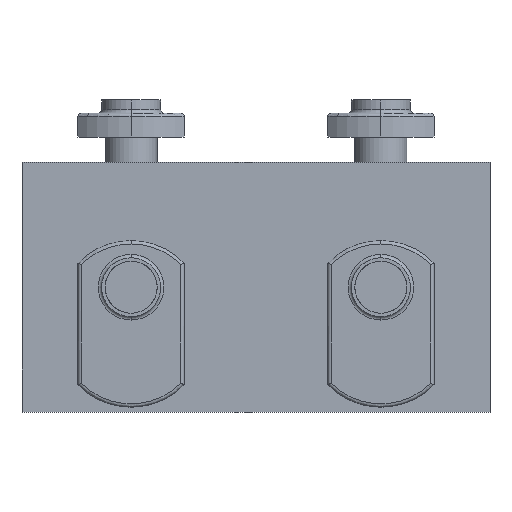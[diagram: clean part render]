
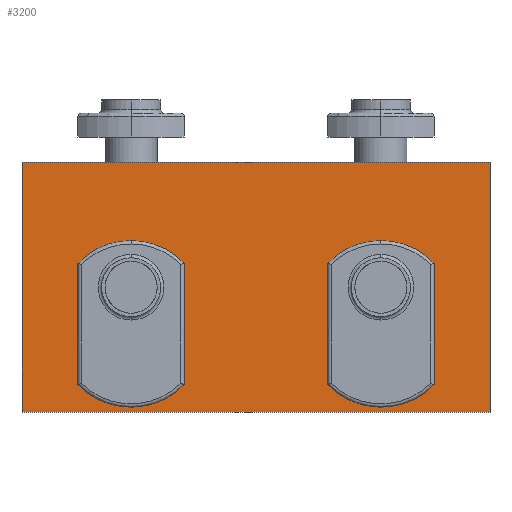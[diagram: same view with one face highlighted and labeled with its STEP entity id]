
A CAD part, front view. The second image highlights one B-rep face of the part: STEP entity #3200.
In plain terms, the highlighted planar face has unit normal (0, -1, 0).
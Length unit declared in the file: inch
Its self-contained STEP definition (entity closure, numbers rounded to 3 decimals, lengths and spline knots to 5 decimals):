
#38 = VERTEX_POINT ( 'NONE', #614 ) ;
#48 = EDGE_CURVE ( 'NONE', #96, #38, #664, .T. ) ;
#52 = EDGE_CURVE ( 'NONE', #1811, #191, #702, .T. ) ;
#96 = VERTEX_POINT ( 'NONE', #1534 ) ;
#132 = EDGE_CURVE ( 'NONE', #38, #96, #1946, .T. ) ;
#191 = VERTEX_POINT ( 'NONE', #2291 ) ;
#214 = ORIENTED_EDGE ( 'NONE', *, *, #132, .F. ) ;
#248 = EDGE_CURVE ( 'NONE', #2567, #1598, #1188, .T. ) ;
#410 = ORIENTED_EDGE ( 'NONE', *, *, #1812, .T. ) ;
#614 = CARTESIAN_POINT ( 'NONE',  ( -2.155, 0., -0.914 ) ) ;
#664 = CIRCLE ( 'NONE', #665, 0.164 ) ;
#665 = AXIS2_PLACEMENT_3D ( 'NONE', #666, #667, #668 ) ;
#666 = CARTESIAN_POINT ( 'NONE',  ( -2.155, 0., -0.75 ) ) ;
#667 = DIRECTION ( 'NONE',  ( 0., -1., 0. ) ) ;
#668 = DIRECTION ( 'NONE',  ( 0., 0., -1. ) ) ;
#702 = CIRCLE ( 'NONE', #703, 0.164 ) ;
#703 = AXIS2_PLACEMENT_3D ( 'NONE', #704, #705, #706 ) ;
#704 = CARTESIAN_POINT ( 'NONE',  ( -0.655, 0., -0.75 ) ) ;
#705 = DIRECTION ( 'NONE',  ( 0., -1., 0. ) ) ;
#706 = DIRECTION ( 'NONE',  ( 0., 0., -1. ) ) ;
#905 = ORIENTED_EDGE ( 'NONE', *, *, #48, .F. ) ;
#984 = CARTESIAN_POINT ( 'NONE',  ( -2.81, 0., -1.5 ) ) ;
#1188 = LINE ( 'NONE', #1189, #1190 ) ;
#1189 = CARTESIAN_POINT ( 'NONE',  ( -2.81, 0., 0. ) ) ;
#1190 = VECTOR ( 'NONE', #1191, 39.37008 ) ;
#1191 = DIRECTION ( 'NONE',  ( 0., 0., -1. ) ) ;
#1228 = CARTESIAN_POINT ( 'NONE',  ( -0.655, 0., -0.914 ) ) ;
#1235 = LINE ( 'NONE', #1236, #1237 ) ;
#1236 = CARTESIAN_POINT ( 'NONE',  ( -2.81, 0., -1.5 ) ) ;
#1237 = VECTOR ( 'NONE', #1238, 39.37008 ) ;
#1238 = DIRECTION ( 'NONE',  ( 1., 0., 0. ) ) ;
#1256 = CARTESIAN_POINT ( 'NONE',  ( 0., 0., 0. ) ) ;
#1352 = FACE_BOUND ( 'NONE', #1454, .T. ) ;
#1353 = FACE_BOUND ( 'NONE', #3408, .T. ) ;
#1354 = FACE_OUTER_BOUND ( 'NONE', #3253, .T. ) ;
#1355 = PLANE ( 'NONE',  #1356 ) ;
#1356 = AXIS2_PLACEMENT_3D ( 'NONE', #1357, #1358, #1359 ) ;
#1357 = CARTESIAN_POINT ( 'NONE',  ( -2.81, 0., 0. ) ) ;
#1358 = DIRECTION ( 'NONE',  ( 0., -1., 0. ) ) ;
#1359 = DIRECTION ( 'NONE',  ( 0., 0., -1. ) ) ;
#1454 = EDGE_LOOP ( 'NONE', ( #214, #905 ) ) ;
#1478 = CIRCLE ( 'NONE', #1479, 0.164 ) ;
#1479 = AXIS2_PLACEMENT_3D ( 'NONE', #1480, #1481, #1482 ) ;
#1480 = CARTESIAN_POINT ( 'NONE',  ( -0.655, 0., -0.75 ) ) ;
#1481 = DIRECTION ( 'NONE',  ( 0., -1., 0. ) ) ;
#1482 = DIRECTION ( 'NONE',  ( 0., 0., -1. ) ) ;
#1494 = LINE ( 'NONE', #1495, #1496 ) ;
#1495 = CARTESIAN_POINT ( 'NONE',  ( 0., 0., 0. ) ) ;
#1496 = VECTOR ( 'NONE', #1497, 39.37008 ) ;
#1497 = DIRECTION ( 'NONE',  ( 0., 0., -1. ) ) ;
#1534 = CARTESIAN_POINT ( 'NONE',  ( -2.155, 0., -0.586 ) ) ;
#1598 = VERTEX_POINT ( 'NONE', #984 ) ;
#1684 = ORIENTED_EDGE ( 'NONE', *, *, #52, .F. ) ;
#1811 = VERTEX_POINT ( 'NONE', #1228 ) ;
#1812 = EDGE_CURVE ( 'NONE', #1598, #2673, #1235, .T. ) ;
#1878 = CARTESIAN_POINT ( 'NONE',  ( -2.81, 0., 0. ) ) ;
#1920 = CARTESIAN_POINT ( 'NONE',  ( 0., 0., -1.5 ) ) ;
#1946 = CIRCLE ( 'NONE', #1947, 0.164 ) ;
#1947 = AXIS2_PLACEMENT_3D ( 'NONE', #1948, #1949, #1950 ) ;
#1948 = CARTESIAN_POINT ( 'NONE',  ( -2.155, 0., -0.75 ) ) ;
#1949 = DIRECTION ( 'NONE',  ( 0., -1., 0. ) ) ;
#1950 = DIRECTION ( 'NONE',  ( 0., 0., -1. ) ) ;
#1974 = LINE ( 'NONE', #1975, #1976 ) ;
#1975 = CARTESIAN_POINT ( 'NONE',  ( -2.81, 0., 0. ) ) ;
#1976 = VECTOR ( 'NONE', #1977, 39.37008 ) ;
#1977 = DIRECTION ( 'NONE',  ( 1., 0., 0. ) ) ;
#2031 = EDGE_CURVE ( 'NONE', #191, #1811, #1478, .T. ) ;
#2291 = CARTESIAN_POINT ( 'NONE',  ( -0.655, 0., -0.586 ) ) ;
#2567 = VERTEX_POINT ( 'NONE', #1878 ) ;
#2673 = VERTEX_POINT ( 'NONE', #1920 ) ;
#2778 = EDGE_CURVE ( 'NONE', #2567, #3187, #1974, .T. ) ;
#3072 = ORIENTED_EDGE ( 'NONE', *, *, #2778, .F. ) ;
#3187 = VERTEX_POINT ( 'NONE', #1256 ) ;
#3200 = ADVANCED_FACE ( 'NONE', ( #1352, #1353, #1354 ), #1355, .T. ) ;
#3207 = ORIENTED_EDGE ( 'NONE', *, *, #3216, .F. ) ;
#3216 = EDGE_CURVE ( 'NONE', #3187, #2673, #1494, .T. ) ;
#3253 = EDGE_LOOP ( 'NONE', ( #3207, #3072, #3380, #410 ) ) ;
#3268 = ORIENTED_EDGE ( 'NONE', *, *, #2031, .F. ) ;
#3380 = ORIENTED_EDGE ( 'NONE', *, *, #248, .T. ) ;
#3408 = EDGE_LOOP ( 'NONE', ( #1684, #3268 ) ) ;
